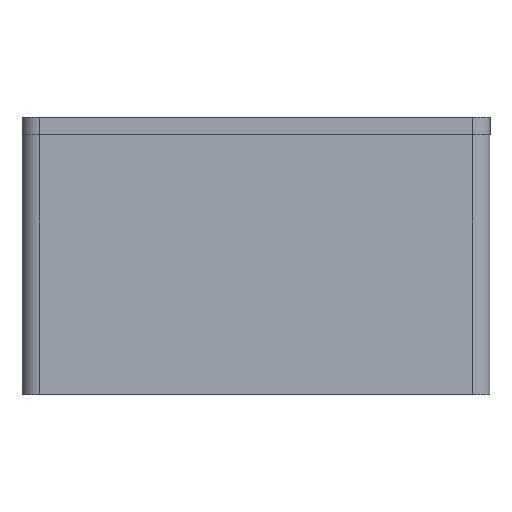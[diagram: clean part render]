
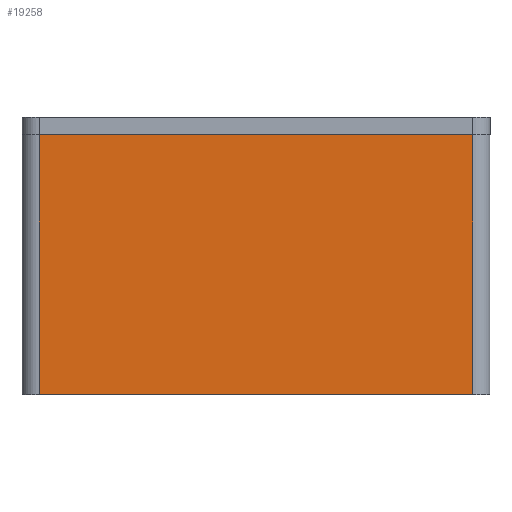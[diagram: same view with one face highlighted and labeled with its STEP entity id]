
A CAD part, left-side view. The second image highlights one B-rep face of the part: STEP entity #19258.
In plain terms, the highlighted planar face has unit normal (-1, 0, 0).
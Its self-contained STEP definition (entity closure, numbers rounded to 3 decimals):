
#1896=LINE('',#24839,#3676);
#1920=LINE('',#24891,#3700);
#1922=LINE('',#24897,#3702);
#1928=LINE('',#24940,#3708);
#3676=VECTOR('',#21464,10.);
#3700=VECTOR('',#21498,10.);
#3702=VECTOR('',#21504,10.);
#3708=VECTOR('',#21544,10.);
#5368=FACE_OUTER_BOUND('',#6449,.T.);
#6449=EDGE_LOOP('',(#13080,#13081,#13082,#13083));
#7904=VERTEX_POINT('',#24836);
#7905=VERTEX_POINT('',#24838);
#7927=VERTEX_POINT('',#24887);
#7930=VERTEX_POINT('',#24896);
#9953=EDGE_CURVE('',#7905,#7904,#1896,.T.);
#9980=EDGE_CURVE('',#7905,#7927,#1920,.T.);
#9983=EDGE_CURVE('',#7927,#7930,#1922,.T.);
#10005=EDGE_CURVE('',#7930,#7904,#1928,.T.);
#13080=ORIENTED_EDGE('',*,*,#9980,.F.);
#13081=ORIENTED_EDGE('',*,*,#9953,.T.);
#13082=ORIENTED_EDGE('',*,*,#10005,.F.);
#13083=ORIENTED_EDGE('',*,*,#9983,.F.);
#18748=PLANE('',#20436);
#19258=ADVANCED_FACE('',(#5368),#18748,.T.);
#20436=AXIS2_PLACEMENT_3D('',#24939,#21542,#21543);
#21464=DIRECTION('',(0.,-1.,0.));
#21498=DIRECTION('',(0.,0.,1.));
#21504=DIRECTION('',(0.,-1.,0.));
#21542=DIRECTION('center_axis',(-1.,0.,0.));
#21543=DIRECTION('ref_axis',(0.,-1.,0.));
#21544=DIRECTION('',(0.,0.,-1.));
#24836=CARTESIAN_POINT('',(-2.,0.,0.));
#24838=CARTESIAN_POINT('',(-2.,50.,0.));
#24839=CARTESIAN_POINT('',(-2.,52.,0.));
#24887=CARTESIAN_POINT('',(-2.,50.,30.));
#24891=CARTESIAN_POINT('',(-2.,50.,0.));
#24896=CARTESIAN_POINT('',(-2.,0.,30.));
#24897=CARTESIAN_POINT('',(-2.,52.,30.));
#24939=CARTESIAN_POINT('Origin',(-2.,52.,0.));
#24940=CARTESIAN_POINT('',(-2.,0.,0.));
